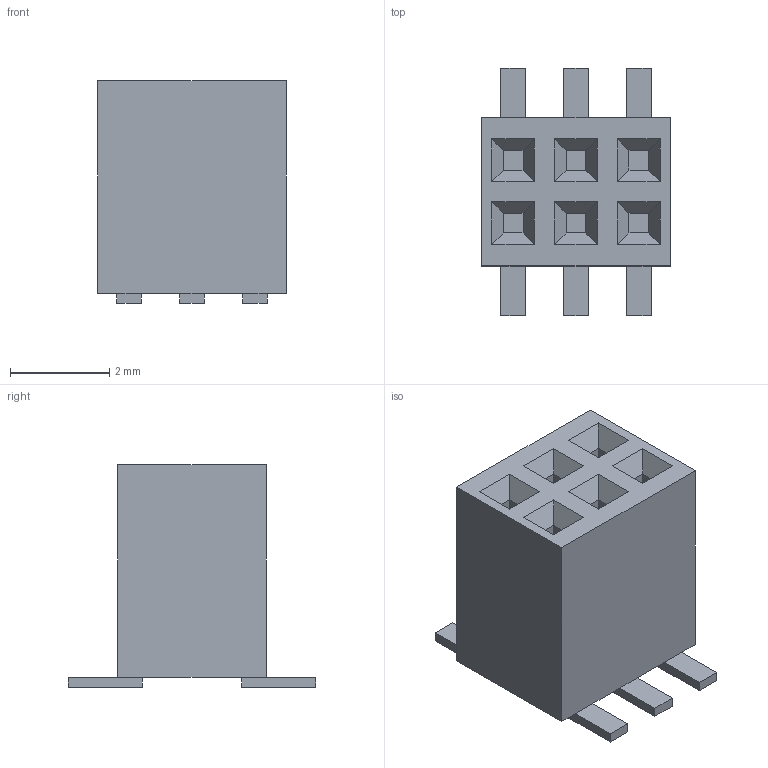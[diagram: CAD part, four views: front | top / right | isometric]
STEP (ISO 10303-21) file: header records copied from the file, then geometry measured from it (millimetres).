
FILE_DESCRIPTION (( 'STEP AP214' ), '1' );
FILE_NAME ('User Library-PBD1.27-xx-S.STEP', '2020-10-14T11:32:26', ( '' ), ( '' ), 'SwSTEP 2.0', 'SolidWorks 2020', '' );
FILE_SCHEMA (( 'AUTOMOTIVE_DESIGN' ));
Length unit declared in the file: millimetre
Products named in the file (1): User Library-PBD1.27-xx-S
Bounding box: 3.81 x 5 x 4.5 mm (x, y, z)
Volume: 46.2 mm3; surface area: 124.5 mm2
Topology: 1 solids, 1 shells, 96 faces, 228 edges, 140 vertices
Faces by surface type: plane 96
Entity records: 3754 total; most frequent: CARTESIAN_POINT 465, ORIENTED_EDGE 456, DIRECTION 422, VECTOR 228, LINE 228, EDGE_CURVE 228, VERTEX_POINT 140, EDGE_LOOP 102
